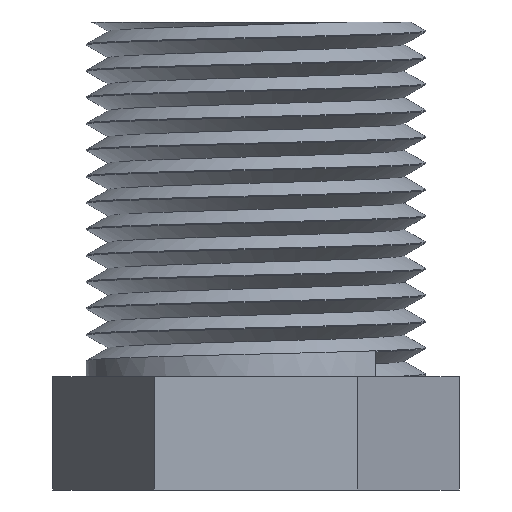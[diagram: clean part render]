
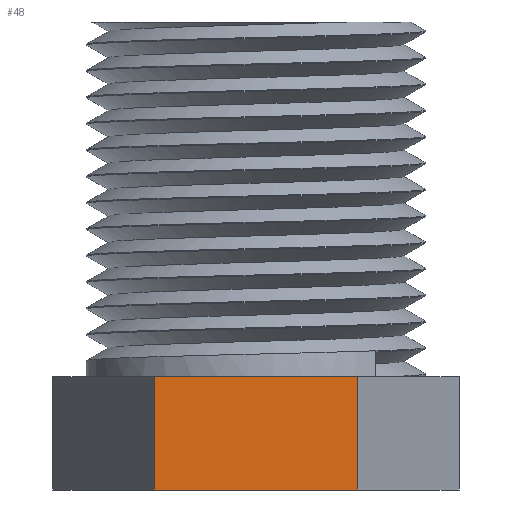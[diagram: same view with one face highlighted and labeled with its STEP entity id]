
A CAD part, front view. The second image highlights one B-rep face of the part: STEP entity #48.
In plain terms, the highlighted planar face has unit normal (0, -1, 0).
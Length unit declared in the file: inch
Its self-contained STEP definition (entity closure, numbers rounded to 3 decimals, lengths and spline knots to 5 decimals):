
#10 = DIRECTION ( 'NONE',  ( 1., 0., 0. ) ) ;
#44 = DIRECTION ( 'NONE',  ( 0., 1., 0. ) ) ;
#48 = ADVANCED_FACE ( 'NONE', ( #1637 ), #573, .F. ) ;
#73 = ORIENTED_EDGE ( 'NONE', *, *, #765, .T. ) ;
#96 = LINE ( 'NONE', #1336, #1431 ) ;
#309 = CARTESIAN_POINT ( 'NONE',  ( -0.16166, -0.28, 0.18 ) ) ;
#334 = EDGE_CURVE ( 'NONE', #2702, #1363, #3199, .T. ) ;
#573 = PLANE ( 'NONE',  #2688 ) ;
#577 = VERTEX_POINT ( 'NONE', #1440 ) ;
#765 = EDGE_CURVE ( 'NONE', #960, #2702, #96, .T. ) ;
#813 = CARTESIAN_POINT ( 'NONE',  ( -0.16166, -0.28, 0. ) ) ;
#960 = VERTEX_POINT ( 'NONE', #2431 ) ;
#967 = EDGE_LOOP ( 'NONE', ( #3004, #2872, #1570, #73 ) ) ;
#972 = CARTESIAN_POINT ( 'NONE',  ( -0.16166, -0.28, 0. ) ) ;
#1240 = DIRECTION ( 'NONE',  ( 1., 0., 0. ) ) ;
#1336 = CARTESIAN_POINT ( 'NONE',  ( -0.16166, -0.28, 0.18 ) ) ;
#1363 = VERTEX_POINT ( 'NONE', #2973 ) ;
#1376 = LINE ( 'NONE', #1810, #3355 ) ;
#1431 = VECTOR ( 'NONE', #3158, 39.37008 ) ;
#1440 = CARTESIAN_POINT ( 'NONE',  ( 0.16166, -0.28, 0.18 ) ) ;
#1570 = ORIENTED_EDGE ( 'NONE', *, *, #2672, .F. ) ;
#1637 = FACE_OUTER_BOUND ( 'NONE', #967, .T. ) ;
#1738 = DIRECTION ( 'NONE',  ( -1., 0., 0. ) ) ;
#1810 = CARTESIAN_POINT ( 'NONE',  ( 0.16166, -0.28, 0.18 ) ) ;
#1920 = EDGE_CURVE ( 'NONE', #577, #1363, #1376, .T. ) ;
#2431 = CARTESIAN_POINT ( 'NONE',  ( -0.16166, -0.28, 0.18 ) ) ;
#2527 = VECTOR ( 'NONE', #10, 39.37008 ) ;
#2672 = EDGE_CURVE ( 'NONE', #960, #577, #3329, .T. ) ;
#2688 = AXIS2_PLACEMENT_3D ( 'NONE', #309, #44, #1738 ) ;
#2702 = VERTEX_POINT ( 'NONE', #972 ) ;
#2793 = CARTESIAN_POINT ( 'NONE',  ( -0.16166, -0.28, 0.18 ) ) ;
#2872 = ORIENTED_EDGE ( 'NONE', *, *, #1920, .F. ) ;
#2973 = CARTESIAN_POINT ( 'NONE',  ( 0.16166, -0.28, 0. ) ) ;
#3004 = ORIENTED_EDGE ( 'NONE', *, *, #334, .T. ) ;
#3158 = DIRECTION ( 'NONE',  ( 0., 0., -1. ) ) ;
#3199 = LINE ( 'NONE', #813, #2527 ) ;
#3250 = VECTOR ( 'NONE', #1240, 39.37008 ) ;
#3329 = LINE ( 'NONE', #2793, #3250 ) ;
#3345 = DIRECTION ( 'NONE',  ( 0., 0., -1. ) ) ;
#3355 = VECTOR ( 'NONE', #3345, 39.37008 ) ;
